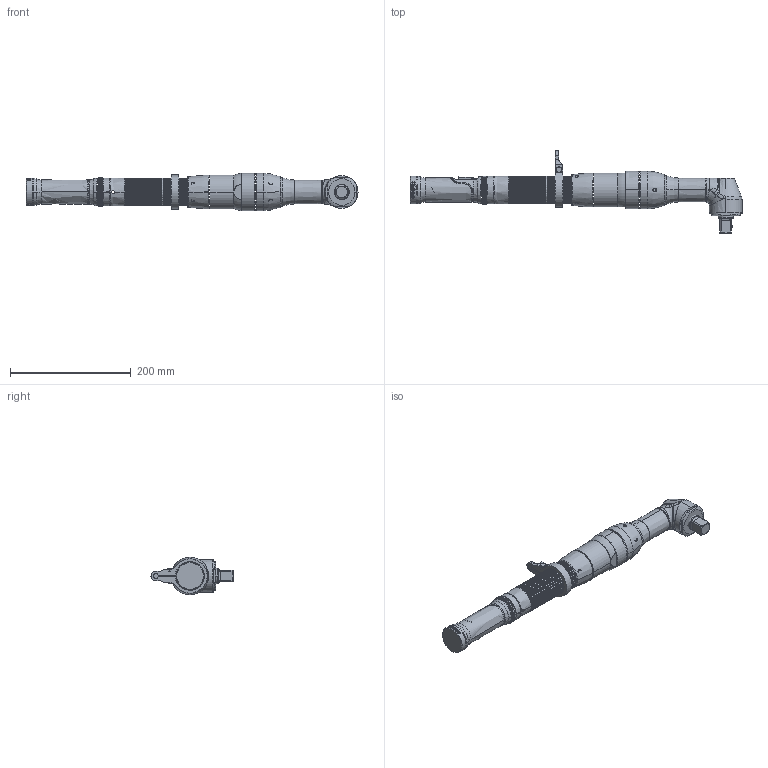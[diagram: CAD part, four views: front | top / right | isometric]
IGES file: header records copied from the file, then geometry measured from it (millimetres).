
Start section:  PTC IGES file: 48ea230ax6_sw.igs
Global section: file name: 48ea230ax6_sw.igs; native system: Pro/ENGINEER by Parametric Technology Corporation; preprocessor: 2006140; author: SmithS; organization: Unknown; date: 20070322.155904; units: inch
Bounding box: 549.52 x 135.84 x 61.98 mm (x, y, z)
Surface area: 114986.8 mm2 (no closed solid volume)
Topology: 0 solids, 0 shells, 764 faces, 3805 edges, 3805 vertices
Faces by surface type: revolution 485, bspline 277, extrusion 2
